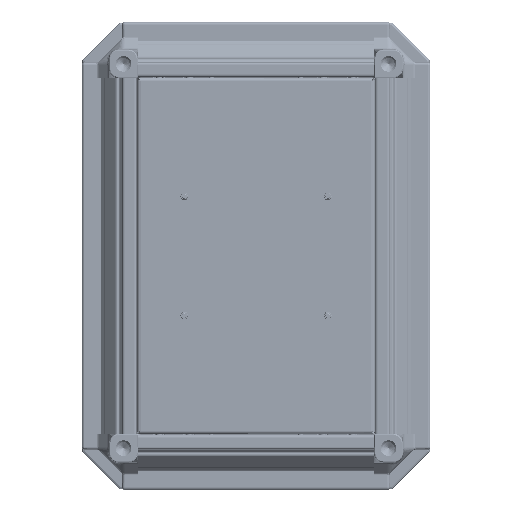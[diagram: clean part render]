
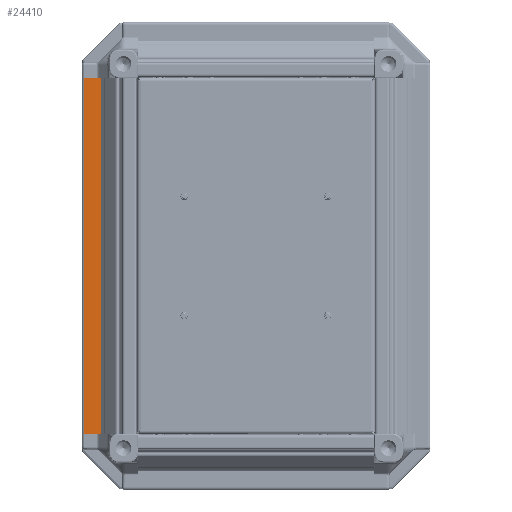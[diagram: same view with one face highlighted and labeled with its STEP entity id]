
A CAD part, front view. The second image highlights one B-rep face of the part: STEP entity #24410.
In plain terms, the highlighted face is planar.
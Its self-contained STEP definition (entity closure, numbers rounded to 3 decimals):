
#2141 = EDGE_CURVE ( 'NONE', #27644, #42693, #44375, .T. ) ;
#3885 = DIRECTION ( 'NONE',  ( 0.707, 0.707, 0. ) ) ;
#3890 = EDGE_CURVE ( 'NONE', #44043, #18778, #35528, .T. ) ;
#5380 = CARTESIAN_POINT ( 'NONE',  ( -22.386, -7.932, 298. ) ) ;
#5419 = PLANE ( 'NONE',  #6428 ) ;
#6428 = AXIS2_PLACEMENT_3D ( 'NONE', #16469, #13227, #32880 ) ;
#7130 = CARTESIAN_POINT ( 'NONE',  ( -12.747, 1.707, 298. ) ) ;
#9057 = ORIENTED_EDGE ( 'NONE', *, *, #3890, .F. ) ;
#13227 = DIRECTION ( 'NONE',  ( -0.707, 0.707, 0. ) ) ;
#13932 = EDGE_CURVE ( 'NONE', #27644, #44043, #14260, .T. ) ;
#14260 = LINE ( 'NONE', #5380, #49505 ) ;
#16469 = CARTESIAN_POINT ( 'NONE',  ( -22.386, -7.932, 298. ) ) ;
#17597 = VECTOR ( 'NONE', #3885, 1000. ) ;
#18778 = VERTEX_POINT ( 'NONE', #25908 ) ;
#22651 = CARTESIAN_POINT ( 'NONE',  ( -12.747, 1.707, 298. ) ) ;
#23707 = DIRECTION ( 'NONE',  ( 0., 0., -1. ) ) ;
#24410 = ADVANCED_FACE ( 'NONE', ( #25864 ), #5419, .F. ) ;
#25864 = FACE_OUTER_BOUND ( 'NONE', #41425, .T. ) ;
#25908 = CARTESIAN_POINT ( 'NONE',  ( -12.747, 1.707, 0. ) ) ;
#27644 = VERTEX_POINT ( 'NONE', #30155 ) ;
#28340 = LINE ( 'NONE', #40708, #17597 ) ;
#30155 = CARTESIAN_POINT ( 'NONE',  ( -22.386, -7.932, 298. ) ) ;
#30671 = DIRECTION ( 'NONE',  ( 0.707, 0.707, 0. ) ) ;
#32880 = DIRECTION ( 'NONE',  ( -0.707, -0.707, 0. ) ) ;
#33658 = CARTESIAN_POINT ( 'NONE',  ( -22.386, -7.932, 0. ) ) ;
#34746 = ORIENTED_EDGE ( 'NONE', *, *, #38699, .T. ) ;
#35528 = LINE ( 'NONE', #22651, #45710 ) ;
#38699 = EDGE_CURVE ( 'NONE', #42693, #18778, #28340, .T. ) ;
#40085 = CARTESIAN_POINT ( 'NONE',  ( -22.386, -7.932, 298. ) ) ;
#40708 = CARTESIAN_POINT ( 'NONE',  ( -22.386, -7.932, 0. ) ) ;
#41425 = EDGE_LOOP ( 'NONE', ( #34746, #9057, #43380, #49216 ) ) ;
#42693 = VERTEX_POINT ( 'NONE', #33658 ) ;
#43380 = ORIENTED_EDGE ( 'NONE', *, *, #13932, .F. ) ;
#44043 = VERTEX_POINT ( 'NONE', #7130 ) ;
#44375 = LINE ( 'NONE', #40085, #47405 ) ;
#45710 = VECTOR ( 'NONE', #48887, 1000. ) ;
#47405 = VECTOR ( 'NONE', #23707, 1000. ) ;
#48887 = DIRECTION ( 'NONE',  ( 0., 0., -1. ) ) ;
#49216 = ORIENTED_EDGE ( 'NONE', *, *, #2141, .T. ) ;
#49505 = VECTOR ( 'NONE', #30671, 1000. ) ;
